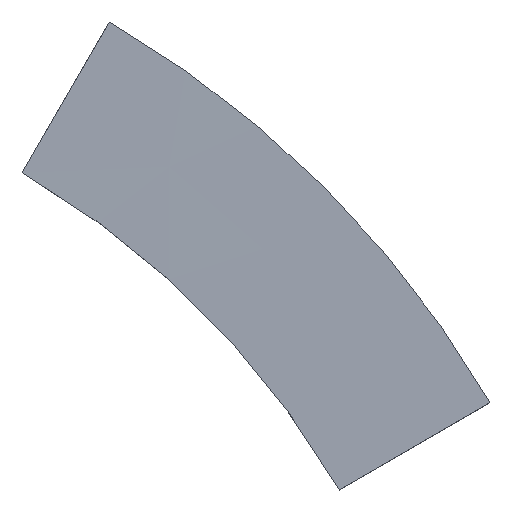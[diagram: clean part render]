
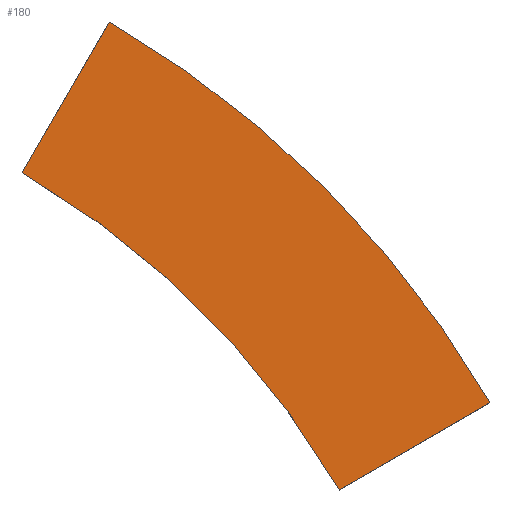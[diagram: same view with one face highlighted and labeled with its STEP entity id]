
A CAD part, top view. The second image highlights one B-rep face of the part: STEP entity #180.
In plain terms, the highlighted conical face has half-angle 89.801 degrees and reference radius 2514.6 mm.
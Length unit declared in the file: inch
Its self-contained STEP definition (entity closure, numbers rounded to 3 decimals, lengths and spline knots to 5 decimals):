
#15=CONICAL_SURFACE('',#212,99.,1.567);
#22=CIRCLE('',#209,90.);
#23=CIRCLE('',#211,108.);
#37=FACE_OUTER_BOUND('',#47,.T.);
#47=EDGE_LOOP('',(#162,#163,#164,#165));
#76=(
BOUNDED_CURVE()
B_SPLINE_CURVE(2,(#269,#270,#271),.UNSPECIFIED.,.F.,.F.)
B_SPLINE_CURVE_WITH_KNOTS((3,3),(572.74301,572.80929),
 .UNSPECIFIED.)
CURVE()
GEOMETRIC_REPRESENTATION_ITEM()
RATIONAL_B_SPLINE_CURVE((1.253,1.148,1.044))
REPRESENTATION_ITEM('')
);
#77=(
BOUNDED_CURVE()
B_SPLINE_CURVE(2,(#288,#289,#290),.UNSPECIFIED.,.F.,.F.)
B_SPLINE_CURVE_WITH_KNOTS((3,3),(0.01399,0.08028),
 .UNSPECIFIED.)
CURVE()
GEOMETRIC_REPRESENTATION_ITEM()
RATIONAL_B_SPLINE_CURVE((1.044,1.148,1.253))
REPRESENTATION_ITEM('')
);
#78=VERTEX_POINT('',#267);
#79=VERTEX_POINT('',#268);
#86=VERTEX_POINT('',#286);
#87=VERTEX_POINT('',#287);
#94=EDGE_CURVE('',#78,#79,#76,.T.);
#102=EDGE_CURVE('',#86,#87,#77,.T.);
#116=EDGE_CURVE('',#87,#78,#22,.T.);
#117=EDGE_CURVE('',#86,#79,#23,.T.);
#162=ORIENTED_EDGE('',*,*,#94,.T.);
#163=ORIENTED_EDGE('',*,*,#117,.F.);
#164=ORIENTED_EDGE('',*,*,#102,.T.);
#165=ORIENTED_EDGE('',*,*,#116,.T.);
#180=ADVANCED_FACE('',(#37),#15,.T.);
#209=AXIS2_PLACEMENT_3D('',#316,#257,#258);
#211=AXIS2_PLACEMENT_3D('',#318,#261,#262);
#212=AXIS2_PLACEMENT_3D('',#319,#263,#264);
#257=DIRECTION('center_axis',(0.,0.,-1.));
#258=DIRECTION('ref_axis',(-1.,0.,0.));
#261=DIRECTION('center_axis',(0.,0.,-1.));
#262=DIRECTION('ref_axis',(-1.,0.,0.));
#263=DIRECTION('center_axis',(0.,0.,
-1.));
#264=DIRECTION('ref_axis',(-1.,0.,0.));
#267=CARTESIAN_POINT('',(-90.35699,1727.35522,-10.35956));
#268=CARTESIAN_POINT('',(-74.76852,1736.35523,-10.42206));
#269=CARTESIAN_POINT('Ctrl Pts',(-90.35699,1727.35522,-10.35956));
#270=CARTESIAN_POINT('Ctrl Pts',(-83.27132,1731.44613,-10.38796));
#271=CARTESIAN_POINT('Ctrl Pts',(-74.76852,1736.35523,-10.42206));
#286=CARTESIAN_POINT('',(-114.12848,1775.71519,-10.42206));
#287=CARTESIAN_POINT('',(-123.12849,1760.12672,-10.35956));
#288=CARTESIAN_POINT('Ctrl Pts',(-114.12848,1775.71519,-10.42206));
#289=CARTESIAN_POINT('Ctrl Pts',(-119.03758,1767.21239,-10.38796));
#290=CARTESIAN_POINT('Ctrl Pts',(-123.12849,1760.12672,-10.35956));
#316=CARTESIAN_POINT('Origin',(-168.2367,1682.24701,-10.35956));
#318=CARTESIAN_POINT('Origin',(-168.2367,1682.24701,-10.42206));
#319=CARTESIAN_POINT('Origin',(-168.2367,1682.24701,-10.39081));
